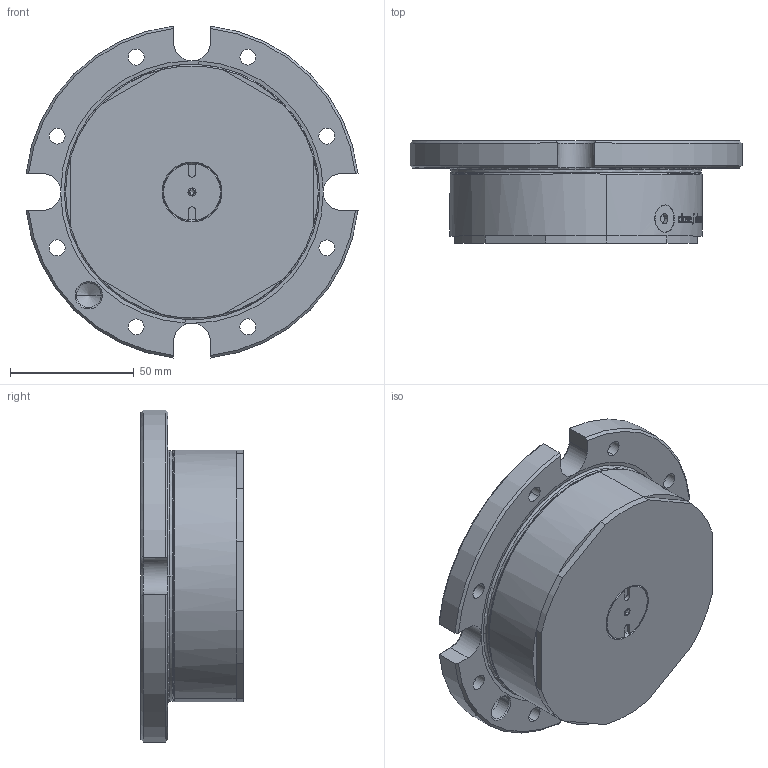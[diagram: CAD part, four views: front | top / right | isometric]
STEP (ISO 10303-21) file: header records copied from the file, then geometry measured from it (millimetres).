
FILE_DESCRIPTION(/* description */ ('VariCAD 2021-1.02 AP-214'),/* implementation_level */ '2;1');
FILE_NAME(/* name */ 'NEST-135.stp',/* time_stamp */ '2022-05-16T15:47:04+01:00',/* author */ (''),/* organization */ (''),/* preprocessor_version */ 'VariCAD 2021-1.02',/* originating_system */ 'VariCAD 2021-1.02; kernel version (20180118)',/* authorisation */ '');
FILE_SCHEMA(('AUTOMOTIVE_DESIGN'));
Products named in the file (2): NEST-135; ZERO_POINT
Assembly tree (1 placements, depth 2):
  NEST-135
    ZERO_POINT
Bounding box: 134.16 x 41.4 x 134.16 mm (x, y, z)
Volume: 355922.2 mm3; surface area: 48883.7 mm2
Topology: 1 solids, 1 shells, 1440 faces, 3867 edges, 2528 vertices
Faces by surface type: plane 674, bspline 516, cylinder 151, cone 62, sphere 28, torus 9
Entity records: 71627 total; most frequent: CARTESIAN_POINT 40324, ORIENTED_EDGE 7654, DIRECTION 4372, EDGE_CURVE 3827, VERTEX_POINT 2528, B_SPLINE_CURVE_WITH_KNOTS 1776, EDGE_LOOP 1595, LINE 1586
